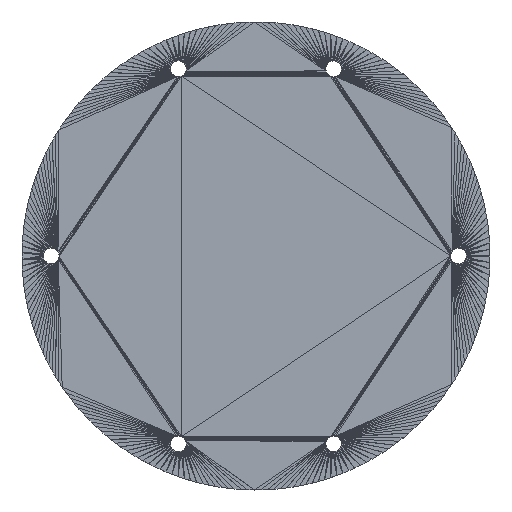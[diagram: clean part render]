
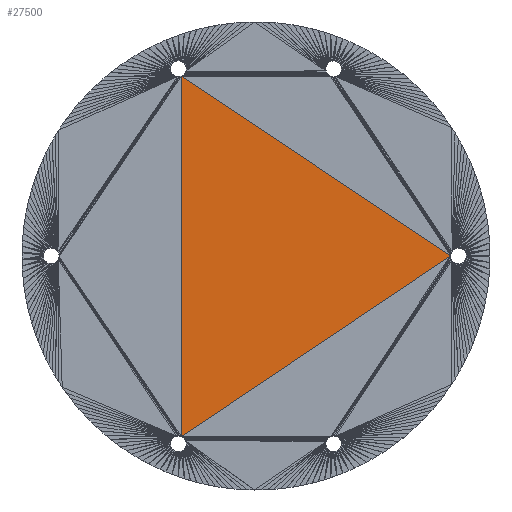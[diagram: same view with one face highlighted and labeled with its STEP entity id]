
A CAD part, top view. The second image highlights one B-rep face of the part: STEP entity #27500.
In plain terms, the highlighted planar face has unit normal (0, 0, 1).
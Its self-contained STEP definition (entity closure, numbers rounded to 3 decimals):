
#432 = VERTEX_POINT('',#433);
#433 = CARTESIAN_POINT('',(-16.647,39.957,3.));
#1567 = VERTEX_POINT('',#1568);
#1568 = CARTESIAN_POINT('',(-16.574,-40.136,3.));
#26538 = EDGE_CURVE('',#1567,#432,#26539,.T.);
#26539 = LINE('',#26540,#26541);
#26540 = CARTESIAN_POINT('',(-16.574,-40.136,3.));
#26541 = VECTOR('',#26542,1.);
#26542 = DIRECTION('',(-0.001,1.,0.));
#27500 = ADVANCED_FACE('',(#27501),#27518,.T.);
#27501 = FACE_BOUND('',#27502,.T.);
#27502 = EDGE_LOOP('',(#27503,#27511,#27512));
#27503 = ORIENTED_EDGE('',*,*,#27504,.T.);
#27504 = EDGE_CURVE('',#27505,#432,#27507,.T.);
#27505 = VERTEX_POINT('',#27506);
#27506 = CARTESIAN_POINT('',(43.25,0.039,3.));
#27507 = LINE('',#27508,#27509);
#27508 = CARTESIAN_POINT('',(43.25,0.039,3.));
#27509 = VECTOR('',#27510,1.);
#27510 = DIRECTION('',(-0.832,0.555,0.));
#27511 = ORIENTED_EDGE('',*,*,#26538,.F.);
#27512 = ORIENTED_EDGE('',*,*,#27513,.T.);
#27513 = EDGE_CURVE('',#1567,#27505,#27514,.T.);
#27514 = LINE('',#27515,#27516);
#27515 = CARTESIAN_POINT('',(-16.574,-40.136,3.));
#27516 = VECTOR('',#27517,1.);
#27517 = DIRECTION('',(0.83,0.558,0.));
#27518 = PLANE('',#27519);
#27519 = AXIS2_PLACEMENT_3D('',#27520,#27521,#27522);
#27520 = CARTESIAN_POINT('',(2.624,-0.055,3.));
#27521 = DIRECTION('',(0.,0.,1.));
#27522 = DIRECTION('',(1.,0.,-0.));
